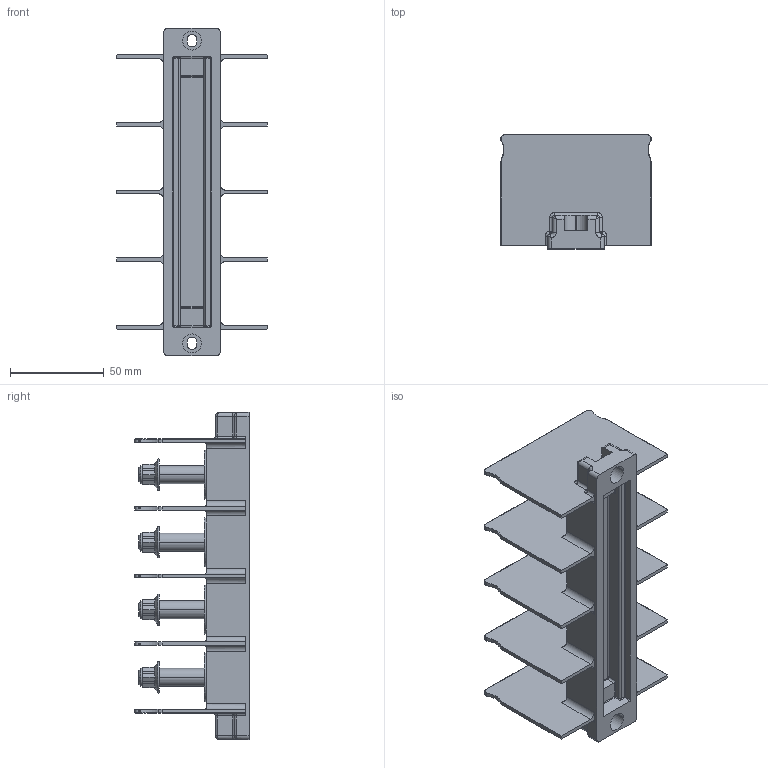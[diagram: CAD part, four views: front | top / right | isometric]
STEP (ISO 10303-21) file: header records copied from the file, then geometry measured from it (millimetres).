
FILE_DESCRIPTION((''),'2;1');
FILE_NAME('32428041001','2019-09-24T',('presta_be4'),(''),'PRO/ENGINEER BY PARAMETRIC TECHNOLOGY CORPORATION, 2014310','PRO/ENGINEER BY PARAMETRIC TECHNOLOGY CORPORATION, 2014310','');
FILE_SCHEMA(('CONFIG_CONTROL_DESIGN'));
Length unit declared in the file: millimetre
Products named in the file (1): 32428041001
Bounding box: 80 x 60.8 x 174.2 mm (x, y, z)
Volume: 137866.2 mm3; surface area: 71106.7 mm2
Topology: 1 solids, 1 shells, 629 faces, 1572 edges, 964 vertices
Faces by surface type: cylinder 246, plane 203, torus 100, bspline 40, cone 40
Entity records: 21429 total; most frequent: CARTESIAN_POINT 6726, ORIENTED_EDGE 3144, DIRECTION 3033, EDGE_CURVE 1572, AXIS2_PLACEMENT_3D 1183, VERTEX_POINT 964, VECTOR 667, LINE 667
